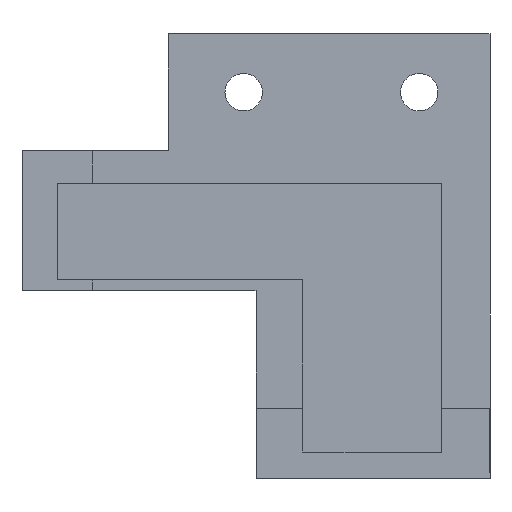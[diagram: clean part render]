
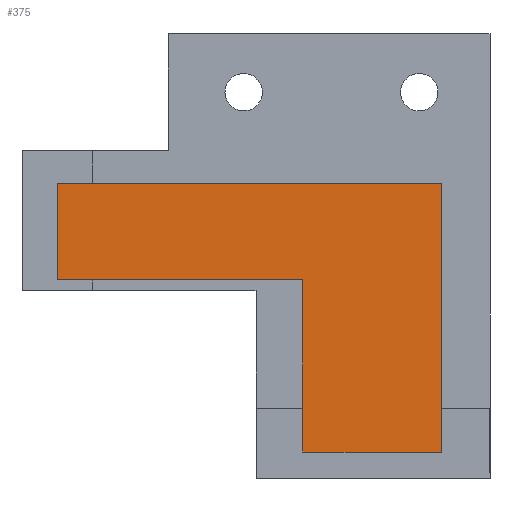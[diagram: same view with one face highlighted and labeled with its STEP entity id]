
A CAD part, front view. The second image highlights one B-rep face of the part: STEP entity #375.
In plain terms, the highlighted planar face has unit normal (0, -1, 0).
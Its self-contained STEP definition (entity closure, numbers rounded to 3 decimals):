
#38 = ORIENTED_EDGE ( 'NONE', *, *, #92, .T. ) ;
#39 = ORIENTED_EDGE ( 'NONE', *, *, #57, .T. ) ;
#40 = ORIENTED_EDGE ( 'NONE', *, *, #89, .T. ) ;
#43 = ORIENTED_EDGE ( 'NONE', *, *, #88, .F. ) ;
#57 = EDGE_CURVE ( 'NONE', #778, #793, #588, .T. ) ;
#68 = EDGE_CURVE ( 'NONE', #875, #801, #624, .T. ) ;
#88 = EDGE_CURVE ( 'NONE', #778, #773, #665, .T. ) ;
#89 = EDGE_CURVE ( 'NONE', #639, #773, #752, .T. ) ;
#92 = EDGE_CURVE ( 'NONE', #801, #639, #764, .T. ) ;
#133 = ORIENTED_EDGE ( 'NONE', *, *, #68, .T. ) ;
#141 = ORIENTED_EDGE ( 'NONE', *, *, #827, .T. ) ;
#151 = CARTESIAN_POINT ( 'NONE',  ( 0., 3., 0. ) ) ;
#165 = DIRECTION ( 'NONE',  ( -1., 0., 0. ) ) ;
#175 = DIRECTION ( 'NONE',  ( 0., 1., 0. ) ) ;
#186 = DIRECTION ( 'NONE',  ( 0., 0., 1. ) ) ;
#222 = CARTESIAN_POINT ( 'NONE',  ( 15.864, 3., -8. ) ) ;
#226 = DIRECTION ( 'NONE',  ( 0., 0., 1. ) ) ;
#230 = DIRECTION ( 'NONE',  ( 1., 0., 0. ) ) ;
#235 = CARTESIAN_POINT ( 'NONE',  ( 15.864, 3., -11.752 ) ) ;
#290 = DIRECTION ( 'NONE',  ( 1., 0., 0. ) ) ;
#308 = CARTESIAN_POINT ( 'NONE',  ( 15.864, 3., 11.206 ) ) ;
#320 = CARTESIAN_POINT ( 'NONE',  ( -17., 3., 2.965 ) ) ;
#326 = DIRECTION ( 'NONE',  ( 0., 0., 1. ) ) ;
#347 = CARTESIAN_POINT ( 'NONE',  ( -14., 3., 2.965 ) ) ;
#357 = PLANE ( 'NONE',  #864 ) ;
#375 = ADVANCED_FACE ( 'NONE', ( #769 ), #357, .F. ) ;
#423 = EDGE_LOOP ( 'NONE', ( #38, #40, #43, #39, #141, #133 ) ) ;
#536 = LINE ( 'NONE', #939, #538 ) ;
#538 = VECTOR ( 'NONE', #940, 1000. ) ;
#568 = VECTOR ( 'NONE', #326, 1000. ) ;
#578 = VECTOR ( 'NONE', #290, 1000. ) ;
#588 = LINE ( 'NONE', #347, #578 ) ;
#600 = VECTOR ( 'NONE', #230, 1000. ) ;
#624 = LINE ( 'NONE', #235, #600 ) ;
#639 = VERTEX_POINT ( 'NONE', #937 ) ;
#665 = LINE ( 'NONE', #320, #568 ) ;
#752 = LINE ( 'NONE', #308, #768 ) ;
#758 = VECTOR ( 'NONE', #226, 1000. ) ;
#764 = LINE ( 'NONE', #222, #758 ) ;
#768 = VECTOR ( 'NONE', #165, 1000. ) ;
#769 = FACE_OUTER_BOUND ( 'NONE', #423, .T. ) ;
#773 = VERTEX_POINT ( 'NONE', #1032 ) ;
#778 = VERTEX_POINT ( 'NONE', #922 ) ;
#793 = VERTEX_POINT ( 'NONE', #1056 ) ;
#801 = VERTEX_POINT ( 'NONE', #1021 ) ;
#827 = EDGE_CURVE ( 'NONE', #793, #875, #536, .T. ) ;
#864 = AXIS2_PLACEMENT_3D ( 'NONE', #151, #175, #186 ) ;
#875 = VERTEX_POINT ( 'NONE', #1000 ) ;
#922 = CARTESIAN_POINT ( 'NONE',  ( -17., 3., 2.965 ) ) ;
#937 = CARTESIAN_POINT ( 'NONE',  ( 15.864, 3., 11.206 ) ) ;
#939 = CARTESIAN_POINT ( 'NONE',  ( 3.995, 3., -11.752 ) ) ;
#940 = DIRECTION ( 'NONE',  ( 0., 0., -1. ) ) ;
#1000 = CARTESIAN_POINT ( 'NONE',  ( 3.995, 3., -11.752 ) ) ;
#1021 = CARTESIAN_POINT ( 'NONE',  ( 15.864, 3., -11.752 ) ) ;
#1032 = CARTESIAN_POINT ( 'NONE',  ( -17., 3., 11.206 ) ) ;
#1056 = CARTESIAN_POINT ( 'NONE',  ( 3.995, 3., 2.965 ) ) ;
